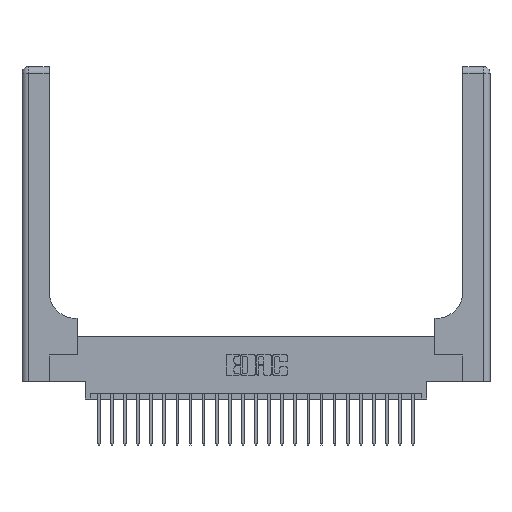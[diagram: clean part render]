
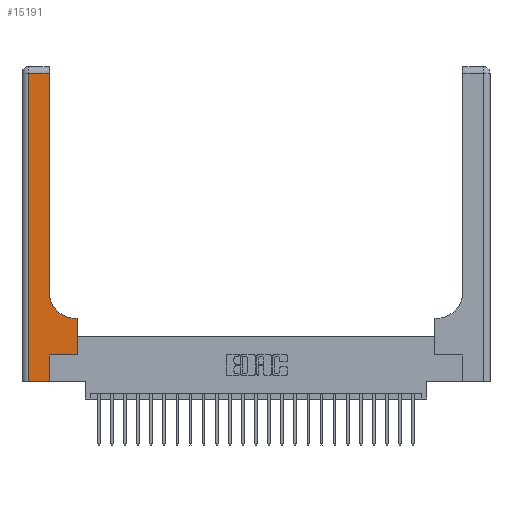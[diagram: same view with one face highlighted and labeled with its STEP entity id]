
A CAD part, top view. The second image highlights one B-rep face of the part: STEP entity #15191.
In plain terms, the highlighted planar face has unit normal (0, 0, 1).
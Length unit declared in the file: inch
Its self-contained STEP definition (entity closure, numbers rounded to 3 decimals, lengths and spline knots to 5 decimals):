
#559 = EDGE_CURVE ( 'NONE', #22065, #20832, #7251, .T. ) ;
#1566 = DIRECTION ( 'NONE',  ( 0., 0., -1. ) ) ;
#2110 = CARTESIAN_POINT ( 'NONE',  ( 0.265, 0., 0.37 ) ) ;
#2540 = CARTESIAN_POINT ( 'NONE',  ( 0.26, 3., 0.37 ) ) ;
#2668 = VERTEX_POINT ( 'NONE', #23932 ) ;
#2878 = VECTOR ( 'NONE', #11847, 39.37008 ) ;
#3239 = DIRECTION ( 'NONE',  ( 1., 0., 0. ) ) ;
#3273 = EDGE_CURVE ( 'NONE', #20832, #15198, #11376, .T. ) ;
#3555 = VECTOR ( 'NONE', #5998, 39.37008 ) ;
#4400 = DIRECTION ( 'NONE',  ( 0., 1., 0. ) ) ;
#4941 = VERTEX_POINT ( 'NONE', #22805 ) ;
#5768 = ORIENTED_EDGE ( 'NONE', *, *, #8513, .T. ) ;
#5849 = ORIENTED_EDGE ( 'NONE', *, *, #21123, .T. ) ;
#5898 = ORIENTED_EDGE ( 'NONE', *, *, #20815, .T. ) ;
#5959 = CARTESIAN_POINT ( 'NONE',  ( 0.265, 0.25, 0.37 ) ) ;
#5998 = DIRECTION ( 'NONE',  ( -1., 0., 0. ) ) ;
#6137 = ORIENTED_EDGE ( 'NONE', *, *, #7490, .T. ) ;
#6332 = AXIS2_PLACEMENT_3D ( 'NONE', #9556, #22540, #11424 ) ;
#6335 = CARTESIAN_POINT ( 'NONE',  ( 0.06, 3., 0.37 ) ) ;
#6382 = CARTESIAN_POINT ( 'NONE',  ( 0., 0., 0.37 ) ) ;
#6417 = ORIENTED_EDGE ( 'NONE', *, *, #23538, .T. ) ;
#6515 = ORIENTED_EDGE ( 'NONE', *, *, #10738, .T. ) ;
#6712 = ORIENTED_EDGE ( 'NONE', *, *, #559, .T. ) ;
#6831 = ORIENTED_EDGE ( 'NONE', *, *, #3273, .T. ) ;
#7103 = CARTESIAN_POINT ( 'NONE',  ( 0.51, 0.6, 0.37 ) ) ;
#7251 = LINE ( 'NONE', #15621, #2878 ) ;
#7490 = EDGE_CURVE ( 'NONE', #2668, #18983, #21047, .T. ) ;
#7641 = VECTOR ( 'NONE', #4400, 39.37008 ) ;
#8176 = ORIENTED_EDGE ( 'NONE', *, *, #21746, .T. ) ;
#8513 = EDGE_CURVE ( 'NONE', #14804, #4941, #13733, .T. ) ;
#8546 = VECTOR ( 'NONE', #13816, 39.37008 ) ;
#8957 = CARTESIAN_POINT ( 'NONE',  ( 0., 3., 0.37 ) ) ;
#9126 = LINE ( 'NONE', #23041, #8546 ) ;
#9556 = CARTESIAN_POINT ( 'NONE',  ( 0.51, 0.85, 0.37 ) ) ;
#9985 = VECTOR ( 'NONE', #22970, 39.37008 ) ;
#10590 = DIRECTION ( 'NONE',  ( -1., 0., 0. ) ) ;
#10738 = EDGE_CURVE ( 'NONE', #14854, #22065, #22318, .T. ) ;
#11376 = LINE ( 'NONE', #16230, #21258 ) ;
#11424 = DIRECTION ( 'NONE',  ( 1., 0., 0. ) ) ;
#11847 = DIRECTION ( 'NONE',  ( 0., 1., 0. ) ) ;
#12680 = PLANE ( 'NONE',  #16085 ) ;
#13111 = CARTESIAN_POINT ( 'NONE',  ( 0.26, 0.85, 0.37 ) ) ;
#13721 = EDGE_LOOP ( 'NONE', ( #5768, #5849, #5898, #6137, #6417, #6515, #6712, #6831, #8176 ) ) ;
#13733 = LINE ( 'NONE', #2540, #7641 ) ;
#13814 = CARTESIAN_POINT ( 'NONE',  ( 0.528, 0.6, 0.37 ) ) ;
#13816 = DIRECTION ( 'NONE',  ( 0., 1., 0. ) ) ;
#14375 = CARTESIAN_POINT ( 'NONE',  ( 0.265, 0.25, 0.37 ) ) ;
#14565 = DIRECTION ( 'NONE',  ( -1., 0., 0. ) ) ;
#14804 = VERTEX_POINT ( 'NONE', #13111 ) ;
#14854 = VERTEX_POINT ( 'NONE', #5959 ) ;
#14922 = LINE ( 'NONE', #6335, #9985 ) ;
#14936 = CARTESIAN_POINT ( 'NONE',  ( 0.528, 0.25, 0.37 ) ) ;
#15191 = ADVANCED_FACE ( 'NONE', ( #20092 ), #12680, .F. ) ;
#15198 = VERTEX_POINT ( 'NONE', #7103 ) ;
#15275 = CARTESIAN_POINT ( 'NONE',  ( 0., 2.94, 0.37 ) ) ;
#15361 = CARTESIAN_POINT ( 'NONE',  ( 0.06, 2.94, 0.37 ) ) ;
#15621 = CARTESIAN_POINT ( 'NONE',  ( 0.528, 0.25, 0.37 ) ) ;
#16033 = VERTEX_POINT ( 'NONE', #15361 ) ;
#16075 = CIRCLE ( 'NONE', #6332, 0.25 ) ;
#16085 = AXIS2_PLACEMENT_3D ( 'NONE', #8957, #1566, #14565 ) ;
#16230 = CARTESIAN_POINT ( 'NONE',  ( 0.26, 0.6, 0.37 ) ) ;
#16713 = VECTOR ( 'NONE', #19382, 39.37008 ) ;
#17998 = VECTOR ( 'NONE', #3239, 39.37008 ) ;
#18425 = LINE ( 'NONE', #15275, #3555 ) ;
#18983 = VERTEX_POINT ( 'NONE', #2110 ) ;
#19382 = DIRECTION ( 'NONE',  ( 1., 0., 0. ) ) ;
#20092 = FACE_OUTER_BOUND ( 'NONE', #13721, .T. ) ;
#20815 = EDGE_CURVE ( 'NONE', #16033, #2668, #14922, .T. ) ;
#20832 = VERTEX_POINT ( 'NONE', #13814 ) ;
#21047 = LINE ( 'NONE', #6382, #16713 ) ;
#21123 = EDGE_CURVE ( 'NONE', #4941, #16033, #18425, .T. ) ;
#21258 = VECTOR ( 'NONE', #10590, 39.37008 ) ;
#21746 = EDGE_CURVE ( 'NONE', #15198, #14804, #16075, .T. ) ;
#22065 = VERTEX_POINT ( 'NONE', #14936 ) ;
#22318 = LINE ( 'NONE', #14375, #17998 ) ;
#22540 = DIRECTION ( 'NONE',  ( 0., 0., -1. ) ) ;
#22805 = CARTESIAN_POINT ( 'NONE',  ( 0.26, 2.94, 0.37 ) ) ;
#22970 = DIRECTION ( 'NONE',  ( 0., -1., 0. ) ) ;
#23041 = CARTESIAN_POINT ( 'NONE',  ( 0.265, 0., 0.37 ) ) ;
#23538 = EDGE_CURVE ( 'NONE', #18983, #14854, #9126, .T. ) ;
#23932 = CARTESIAN_POINT ( 'NONE',  ( 0.06, 0., 0.37 ) ) ;
